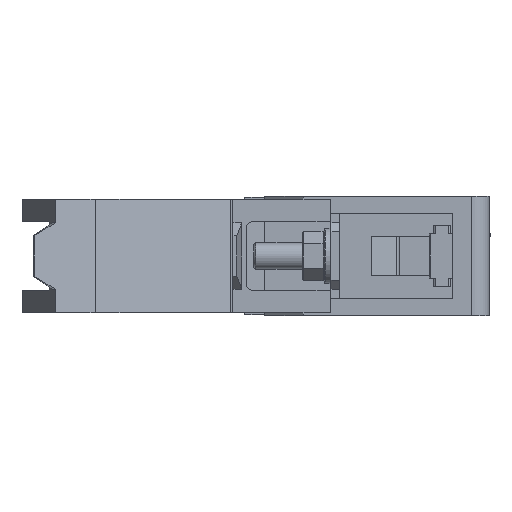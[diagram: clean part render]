
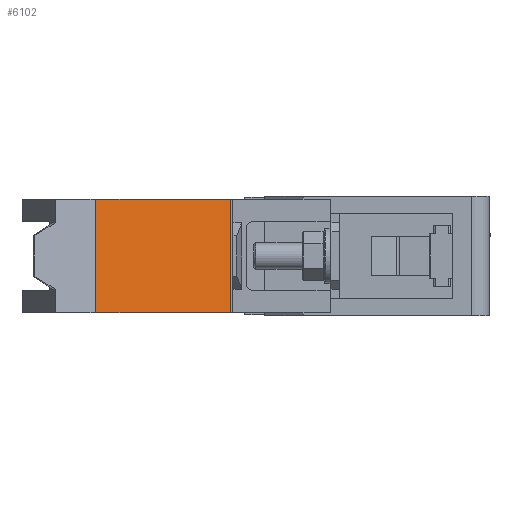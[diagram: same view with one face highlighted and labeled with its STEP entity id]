
A CAD part, left-side view. The second image highlights one B-rep face of the part: STEP entity #6102.
In plain terms, the highlighted planar face has unit normal (-0.94, -0.342, 0).
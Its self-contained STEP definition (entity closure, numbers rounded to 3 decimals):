
#554 = CARTESIAN_POINT ( 'NONE',  ( -7.38, 27.963, 0.65 ) ) ;
#560 = CARTESIAN_POINT ( 'NONE',  ( -20.39, 63.706, 26.35 ) ) ;
#601 = CARTESIAN_POINT ( 'NONE',  ( -20.39, 63.706, 0.65 ) ) ;
#621 = CARTESIAN_POINT ( 'NONE',  ( -7.38, 27.963, 26.35 ) ) ;
#3613 = VECTOR ( 'NONE', #13487, 1000. ) ;
#3669 = VECTOR ( 'NONE', #13735, 1000. ) ;
#3677 = VECTOR ( 'NONE', #13694, 1000. ) ;
#3684 = VECTOR ( 'NONE', #13673, 1000. ) ;
#6102 = ADVANCED_FACE ( 'NONE', ( #7901 ), #7904, .T. ) ;
#7704 = VERTEX_POINT ( 'NONE', #560 ) ;
#7723 = VERTEX_POINT ( 'NONE', #554 ) ;
#7746 = VERTEX_POINT ( 'NONE', #601 ) ;
#7756 = VERTEX_POINT ( 'NONE', #621 ) ;
#7901 = FACE_OUTER_BOUND ( 'NONE', #11291, .T. ) ;
#7904 = PLANE ( 'NONE',  #14746 ) ;
#7905 = CARTESIAN_POINT ( 'NONE',  ( -7.38, 27.963, 79.681 ) ) ;
#7939 = DIRECTION ( 'NONE',  ( -0.94, -0.342, 0. ) ) ;
#7946 = DIRECTION ( 'NONE',  ( 0.342, -0.94, 0. ) ) ;
#8644 = ORIENTED_EDGE ( 'NONE', *, *, #11887, .F. ) ;
#8710 = ORIENTED_EDGE ( 'NONE', *, *, #11862, .F. ) ;
#8804 = ORIENTED_EDGE ( 'NONE', *, *, #11864, .F. ) ;
#8825 = ORIENTED_EDGE ( 'NONE', *, *, #11806, .T. ) ;
#11291 = EDGE_LOOP ( 'NONE', ( #8710, #8644, #8825, #8804 ) ) ;
#11806 = EDGE_CURVE ( 'NONE', #7704, #7746, #13519, .T. ) ;
#11862 = EDGE_CURVE ( 'NONE', #7756, #7723, #13701, .T. ) ;
#11864 = EDGE_CURVE ( 'NONE', #7723, #7746, #13709, .T. ) ;
#11887 = EDGE_CURVE ( 'NONE', #7704, #7756, #13743, .T. ) ;
#13487 = DIRECTION ( 'NONE',  ( 0., 0., -1. ) ) ;
#13496 = CARTESIAN_POINT ( 'NONE',  ( -20.39, 63.706, 79.681 ) ) ;
#13519 = LINE ( 'NONE', #13496, #3613 ) ;
#13673 = DIRECTION ( 'NONE',  ( -0.342, 0.94, 0. ) ) ;
#13694 = DIRECTION ( 'NONE',  ( 0., 0., -1. ) ) ;
#13695 = CARTESIAN_POINT ( 'NONE',  ( -7.38, 27.963, 0.65 ) ) ;
#13701 = LINE ( 'NONE', #13708, #3677 ) ;
#13708 = CARTESIAN_POINT ( 'NONE',  ( -7.38, 27.963, 79.681 ) ) ;
#13709 = LINE ( 'NONE', #13695, #3684 ) ;
#13735 = DIRECTION ( 'NONE',  ( 0.342, -0.94, 0. ) ) ;
#13743 = LINE ( 'NONE', #13752, #3669 ) ;
#13752 = CARTESIAN_POINT ( 'NONE',  ( -20.39, 63.706, 26.35 ) ) ;
#14746 = AXIS2_PLACEMENT_3D ( 'NONE', #7905, #7939, #7946 ) ;
